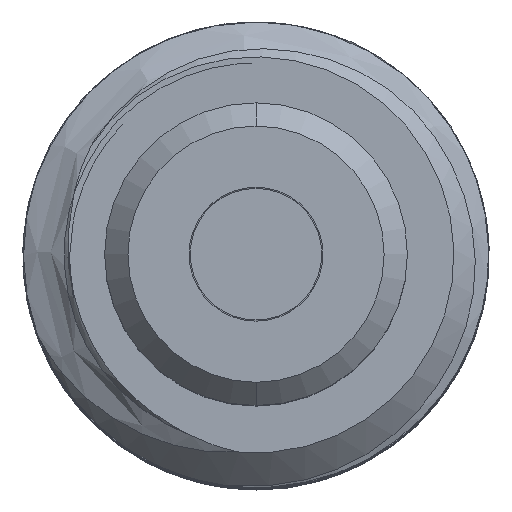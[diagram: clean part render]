
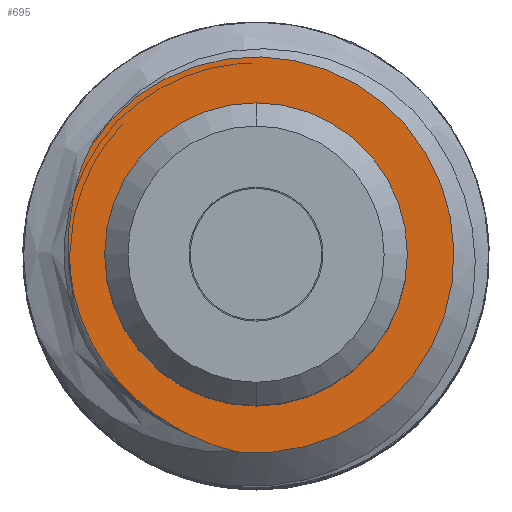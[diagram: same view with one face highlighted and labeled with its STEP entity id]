
A CAD part, top view. The second image highlights one B-rep face of the part: STEP entity #695.
In plain terms, the highlighted planar face has unit normal (0, 0, 1).
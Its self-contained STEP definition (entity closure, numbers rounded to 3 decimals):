
#24=FACE_BOUND('',#128,.T.);
#32=PLANE('',#798);
#41=CIRCLE('',#799,1.7);
#42=CIRCLE('',#800,1.3);
#43=CIRCLE('',#801,1.3);
#87=FACE_OUTER_BOUND('',#127,.T.);
#127=EDGE_LOOP('',(#539,#540,#541,#542));
#128=EDGE_LOOP('',(#543,#544));
#178=B_SPLINE_CURVE_WITH_KNOTS('',3,(#1976,#1977,#1978,#1979,#1980,#1981,
#1982,#1983,#1984,#1985),.UNSPECIFIED.,.F.,.F.,(4,3,3,4),(0.,0.02,
0.039,0.044),.UNSPECIFIED.);
#186=B_SPLINE_CURVE_WITH_KNOTS('',3,(#3082,#3083,#3084,#3085,#3086,#3087,
#3088,#3089,#3090,#3091),.UNSPECIFIED.,.F.,.F.,(4,2,2,2,4),(0.,0.047,
0.085,0.12,0.155),.UNSPECIFIED.);
#188=B_SPLINE_CURVE_WITH_KNOTS('',3,(#3600,#3601,#3602,#3603,#3604,#3605,
#3606,#3607,#3608,#3609),.UNSPECIFIED.,.F.,.F.,(4,3,3,4),(0.122,
0.141,0.16,0.166),.UNSPECIFIED.);
#289=VERTEX_POINT('',#1974);
#290=VERTEX_POINT('',#1975);
#295=VERTEX_POINT('',#3081);
#296=VERTEX_POINT('',#3599);
#298=VERTEX_POINT('',#3805);
#299=VERTEX_POINT('',#3806);
#373=EDGE_CURVE('',#289,#290,#178,.T.);
#381=EDGE_CURVE('',#295,#289,#186,.T.);
#383=EDGE_CURVE('',#296,#295,#188,.T.);
#387=EDGE_CURVE('',#296,#290,#41,.T.);
#388=EDGE_CURVE('',#298,#299,#42,.T.);
#389=EDGE_CURVE('',#299,#298,#43,.T.);
#539=ORIENTED_EDGE('',*,*,#383,.T.);
#540=ORIENTED_EDGE('',*,*,#381,.T.);
#541=ORIENTED_EDGE('',*,*,#373,.T.);
#542=ORIENTED_EDGE('',*,*,#387,.F.);
#543=ORIENTED_EDGE('',*,*,#388,.F.);
#544=ORIENTED_EDGE('',*,*,#389,.F.);
#695=ADVANCED_FACE('',(#87,#24),#32,.F.);
#798=AXIS2_PLACEMENT_3D('',#3803,#911,#912);
#799=AXIS2_PLACEMENT_3D('',#3804,#913,#914);
#800=AXIS2_PLACEMENT_3D('',#3807,#915,#916);
#801=AXIS2_PLACEMENT_3D('',#3808,#917,#918);
#911=DIRECTION('center_axis',(0.,0.,-1.));
#912=DIRECTION('ref_axis',(0.,1.,0.));
#913=DIRECTION('center_axis',(0.,0.,
-1.));
#914=DIRECTION('ref_axis',(0.,1.,0.));
#915=DIRECTION('center_axis',(0.,0.,1.));
#916=DIRECTION('ref_axis',(0.,-1.,0.));
#917=DIRECTION('center_axis',(0.,0.,1.));
#918=DIRECTION('ref_axis',(0.,-1.,0.));
#1974=CARTESIAN_POINT('',(19.443,-1.553,-3.));
#1975=CARTESIAN_POINT('',(19.855,-1.694,-3.));
#1976=CARTESIAN_POINT('Ctrl Pts',(19.443,-1.551,-3.));
#1977=CARTESIAN_POINT('Ctrl Pts',(19.501,-1.58,-3.));
#1978=CARTESIAN_POINT('Ctrl Pts',(19.561,-1.606,-3.));
#1979=CARTESIAN_POINT('Ctrl Pts',(19.622,-1.628,-3.));
#1980=CARTESIAN_POINT('Ctrl Pts',(19.683,-1.651,-3.));
#1981=CARTESIAN_POINT('Ctrl Pts',(19.746,-1.669,-3.));
#1982=CARTESIAN_POINT('Ctrl Pts',(19.809,-1.684,-3.));
#1983=CARTESIAN_POINT('Ctrl Pts',(19.824,-1.687,-3.));
#1984=CARTESIAN_POINT('Ctrl Pts',(19.839,-1.691,-3.));
#1985=CARTESIAN_POINT('Ctrl Pts',(19.855,-1.694,-3.));
#3081=CARTESIAN_POINT('',(18.438,0.532,-3.));
#3082=CARTESIAN_POINT('Ctrl Pts',(18.438,0.532,-3.));
#3083=CARTESIAN_POINT('Ctrl Pts',(18.406,0.38,-3.));
#3084=CARTESIAN_POINT('Ctrl Pts',(18.365,0.148,-3.));
#3085=CARTESIAN_POINT('Ctrl Pts',(18.423,-0.364,-3.));
#3086=CARTESIAN_POINT('Ctrl Pts',(18.494,-0.585,-3.));
#3087=CARTESIAN_POINT('Ctrl Pts',(18.712,-0.975,-3.));
#3088=CARTESIAN_POINT('Ctrl Pts',(18.849,-1.14,-3.));
#3089=CARTESIAN_POINT('Ctrl Pts',(19.174,-1.413,-3.));
#3090=CARTESIAN_POINT('Ctrl Pts',(19.33,-1.497,-3.));
#3091=CARTESIAN_POINT('Ctrl Pts',(19.443,-1.553,-3.));
#3599=CARTESIAN_POINT('',(18.585,0.943,-3.));
#3600=CARTESIAN_POINT('Ctrl Pts',(18.587,0.941,-3.));
#3601=CARTESIAN_POINT('Ctrl Pts',(18.558,0.885,-3.));
#3602=CARTESIAN_POINT('Ctrl Pts',(18.531,0.826,-3.));
#3603=CARTESIAN_POINT('Ctrl Pts',(18.508,0.767,-3.));
#3604=CARTESIAN_POINT('Ctrl Pts',(18.486,0.709,-3.));
#3605=CARTESIAN_POINT('Ctrl Pts',(18.467,0.65,-3.));
#3606=CARTESIAN_POINT('Ctrl Pts',(18.452,0.59,-3.));
#3607=CARTESIAN_POINT('Ctrl Pts',(18.447,0.571,-3.));
#3608=CARTESIAN_POINT('Ctrl Pts',(18.442,0.552,-3.));
#3609=CARTESIAN_POINT('Ctrl Pts',(18.438,0.532,-3.));
#3803=CARTESIAN_POINT('Origin',(20.,0.,-3.));
#3804=CARTESIAN_POINT('Origin',(20.,0.,-3.));
#3805=CARTESIAN_POINT('',(20.,-1.3,-3.));
#3806=CARTESIAN_POINT('',(20.,1.3,-3.));
#3807=CARTESIAN_POINT('Origin',(20.,0.,-3.));
#3808=CARTESIAN_POINT('Origin',(20.,0.,-3.));
